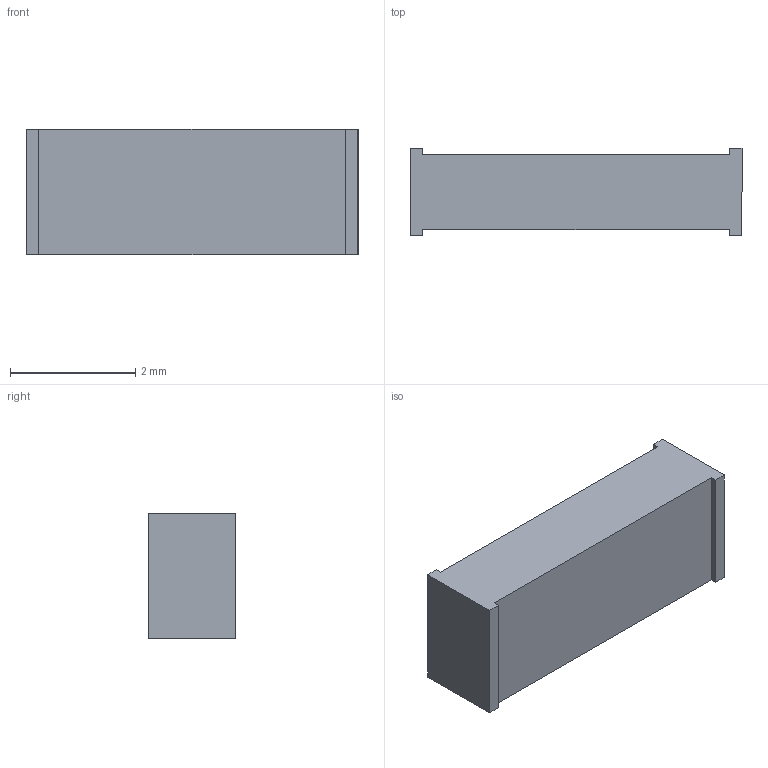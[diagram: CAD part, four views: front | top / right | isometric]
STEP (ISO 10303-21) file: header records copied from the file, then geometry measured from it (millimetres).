
FILE_DESCRIPTION (( 'STEP AP214' ), '1' );
FILE_NAME ('AN2045.STEP', '2021-12-15T02:44:10', ( 'PC' ), ( 'Microsoft' ), 'SwSTEP 2.0', 'SolidWorks 2021', '' );
FILE_SCHEMA (( 'AUTOMOTIVE_DESIGN' ));
Length unit declared in the file: millimetre
Products named in the file (1): AN2045
Bounding box: 5.3 x 1.4 x 2 mm (x, y, z)
Volume: 12.8 mm3; surface area: 42.3 mm2
Topology: 1 solids, 1 shells, 120 faces, 321 edges, 214 vertices
Faces by surface type: plane 76, bspline 42, cylinder 2
Entity records: 7133 total; most frequent: CARTESIAN_POINT 3082, ORIENTED_EDGE 642, DIRECTION 399, EDGE_CURVE 321, VECTOR 233, LINE 233, VERTEX_POINT 214, EDGE_LOOP 131
